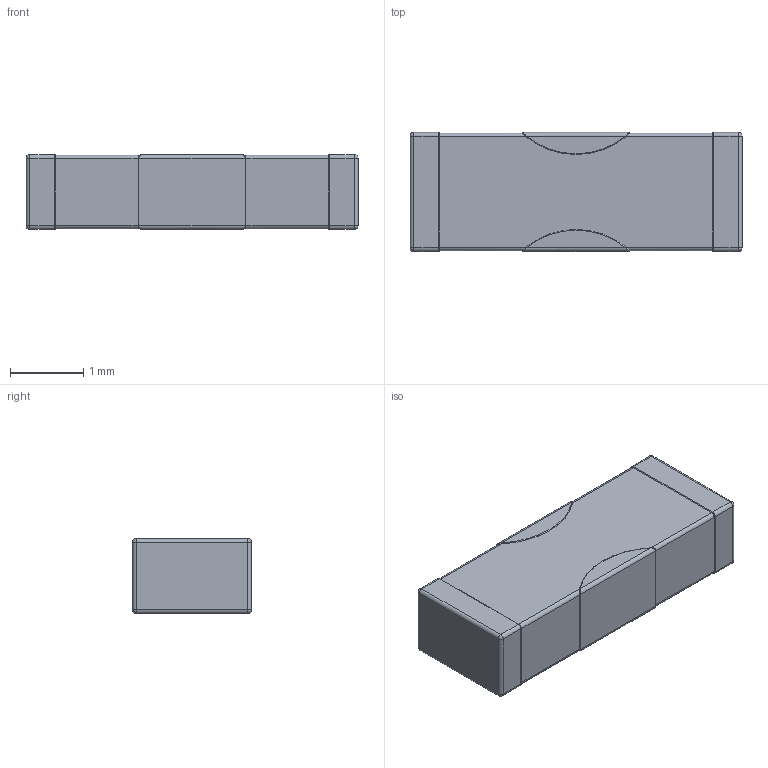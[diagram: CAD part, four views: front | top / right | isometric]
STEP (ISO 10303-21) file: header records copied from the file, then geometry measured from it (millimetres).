
FILE_DESCRIPTION (( 'STEP AP214' ), '1' );
FILE_NAME ('Feed Capacitor NFM41PC Series (EMIFIL1806).STEP', '2023-06-05T08:14:56', ( 'Elessar' ), ( '' ), 'SwSTEP 2.0', 'SolidWorks 2018', '' );
FILE_SCHEMA (( 'AUTOMOTIVE_DESIGN' ));
Length unit declared in the file: millimetre
Products named in the file (1): Feed Capacitor NFM41PC Series (EMIFIL1806)
Bounding box: 4.52 x 1.62 x 1.02 mm (x, y, z)
Volume: 7.3 mm3; surface area: 26.5 mm2
Topology: 1 solids, 1 shells, 110 faces, 248 edges, 132 vertices
Faces by surface type: cylinder 52, plane 30, torus 12, sphere 8, bspline 8
Entity records: 4506 total; most frequent: CARTESIAN_POINT 991, DIRECTION 506, ORIENTED_EDGE 480, EDGE_CURVE 240, AXIS2_PLACEMENT_3D 203, VERTEX_POINT 132, EDGE_LOOP 110, ADVANCED_FACE 110
